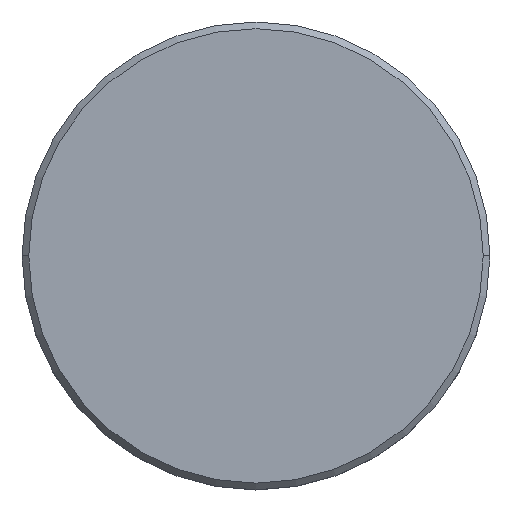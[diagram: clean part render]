
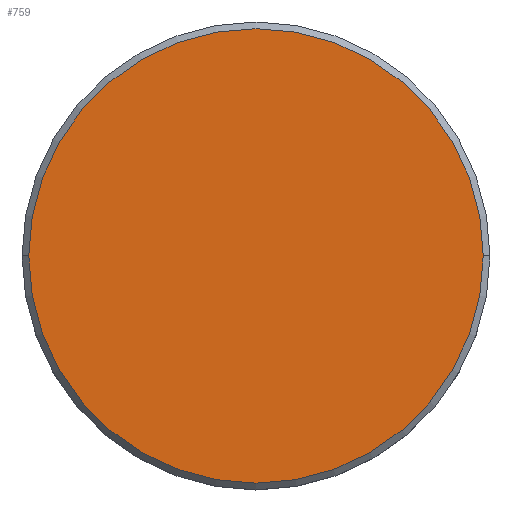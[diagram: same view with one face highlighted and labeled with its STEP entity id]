
A CAD part, top view. The second image highlights one B-rep face of the part: STEP entity #759.
In plain terms, the highlighted planar face has unit normal (0, 0, 1).
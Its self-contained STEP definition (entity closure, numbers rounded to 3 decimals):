
#126 = EDGE_CURVE ( 'NONE', #944, #744, #1065, .T. ) ;
#127 = ORIENTED_EDGE ( 'NONE', *, *, #126, .T. ) ;
#144 = PLANE ( 'NONE',  #824 ) ;
#257 = CIRCLE ( 'NONE', #415, 17. ) ;
#263 = DIRECTION ( 'NONE',  ( 0., 0., 1. ) ) ;
#415 = AXIS2_PLACEMENT_3D ( 'NONE', #546, #263, #638 ) ;
#419 = DIRECTION ( 'NONE',  ( 1., 0., 0. ) ) ;
#492 = CARTESIAN_POINT ( 'NONE',  ( -17., 0., 0. ) ) ;
#515 = CARTESIAN_POINT ( 'NONE',  ( 0., 0., 0. ) ) ;
#519 = EDGE_CURVE ( 'NONE', #744, #944, #257, .T. ) ;
#545 = ORIENTED_EDGE ( 'NONE', *, *, #519, .T. ) ;
#546 = CARTESIAN_POINT ( 'NONE',  ( 0., 0., 0. ) ) ;
#590 = DIRECTION ( 'NONE',  ( 0., 0., 1. ) ) ;
#638 = DIRECTION ( 'NONE',  ( 1., 0., 0. ) ) ;
#641 = AXIS2_PLACEMENT_3D ( 'NONE', #784, #590, #959 ) ;
#675 = EDGE_LOOP ( 'NONE', ( #127, #545 ) ) ;
#689 = CARTESIAN_POINT ( 'NONE',  ( 17., 0., 0. ) ) ;
#744 = VERTEX_POINT ( 'NONE', #689 ) ;
#759 = ADVANCED_FACE ( 'NONE', ( #971 ), #144, .T. ) ;
#784 = CARTESIAN_POINT ( 'NONE',  ( 0., 0., 0. ) ) ;
#824 = AXIS2_PLACEMENT_3D ( 'NONE', #515, #1139, #419 ) ;
#944 = VERTEX_POINT ( 'NONE', #492 ) ;
#959 = DIRECTION ( 'NONE',  ( 1., 0., 0. ) ) ;
#971 = FACE_OUTER_BOUND ( 'NONE', #675, .T. ) ;
#1065 = CIRCLE ( 'NONE', #641, 17. ) ;
#1139 = DIRECTION ( 'NONE',  ( 0., 0., 1. ) ) ;
